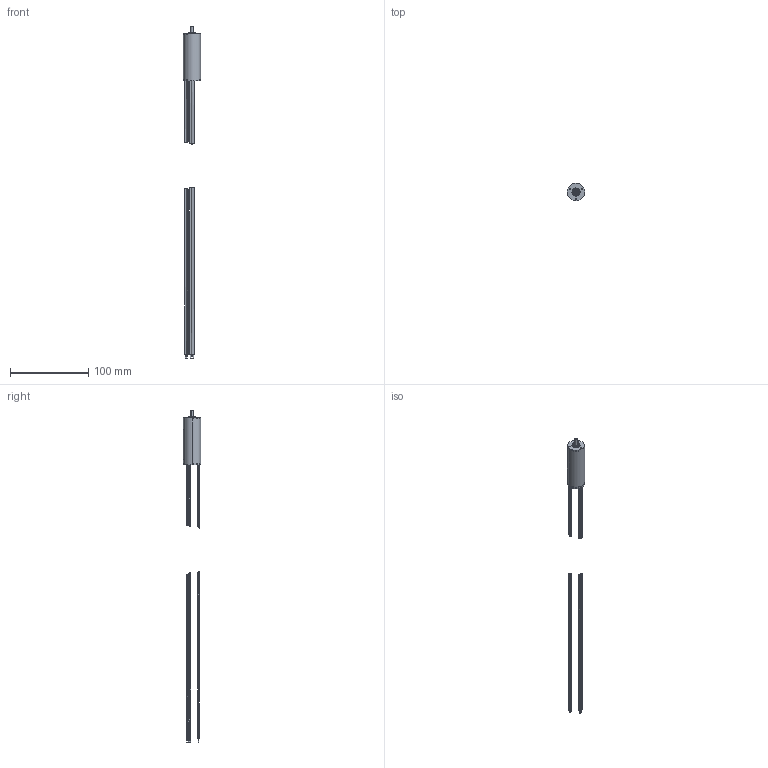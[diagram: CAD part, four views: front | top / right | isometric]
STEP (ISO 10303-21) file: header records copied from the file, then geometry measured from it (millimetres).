
FILE_DESCRIPTION((''),'2;1');
FILE_NAME('22ECS60','2015-12-02T',('vinayak.bharmal'),(''),'PRO/ENGINEER BY PARAMETRIC TECHNOLOGY CORPORATION, 2014310','PRO/ENGINEER BY PARAMETRIC TECHNOLOGY CORPORATION, 2014310','');
FILE_SCHEMA(('CONFIG_CONTROL_DESIGN'));
Length unit declared in the file: millimetre
Products named in the file (1): 22ECS60
Bounding box: 22 x 22.15 x 425.4 mm (x, y, z)
Volume: 26113.6 mm3; surface area: 17362.7 mm2
Topology: 17 solids, 28 shells, 374 faces, 902 edges, 551 vertices
Faces by surface type: cylinder 170, plane 86, torus 68, sphere 22, extrusion 20, cone 8
Entity records: 11571 total; most frequent: CARTESIAN_POINT 2691, DIRECTION 2006, ORIENTED_EDGE 1716, AXIS2_PLACEMENT_3D 860, EDGE_CURVE 858, VERTEX_POINT 551, CIRCLE 505, EDGE_LOOP 437
